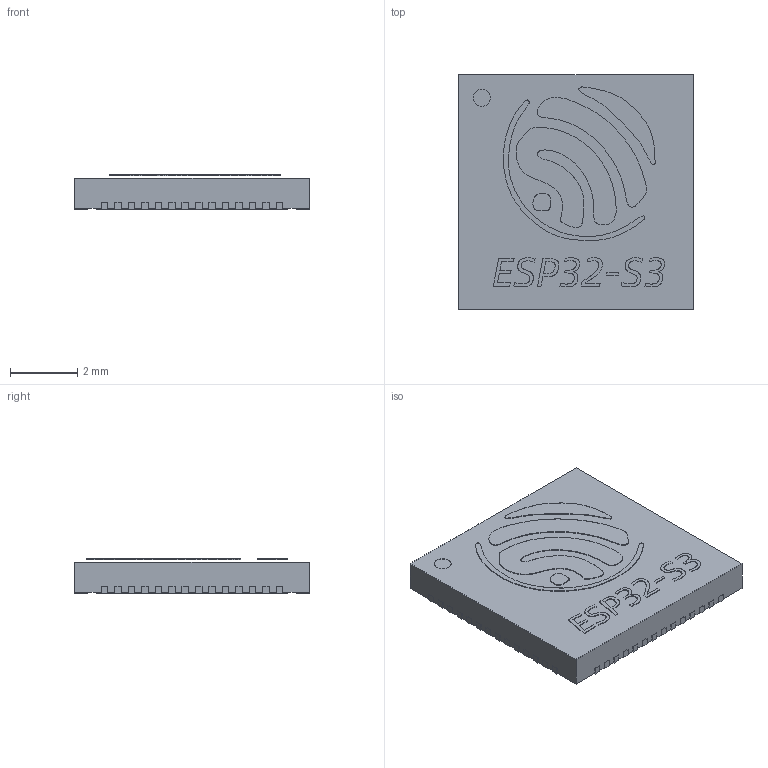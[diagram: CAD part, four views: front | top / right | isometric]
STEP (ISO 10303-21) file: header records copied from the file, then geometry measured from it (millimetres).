
FILE_DESCRIPTION (( 'STEP AP214' ), '1' );
FILE_NAME ('05A9A21F-335C-4D1E-B574-0E7EFFE3ADF1.STEP', '2023-01-09T01:20:26', ( '' ), ( '' ), 'SwSTEP 2.0', 'SolidWorks 2022', '' );
FILE_SCHEMA (( 'AUTOMOTIVE_DESIGN' ));
Length unit declared in the file: millimetre
Products named in the file (1): 05A9A21F-335C-4D1E-B574-0E7EFFE3ADF1
Bounding box: 7 x 7 x 1.02 mm (x, y, z)
Volume: 44.8 mm3; surface area: 149 mm2
Topology: 14 solids, 14 shells, 658 faces, 1884 edges, 1256 vertices
Faces by surface type: plane 366, bspline 220, cylinder 72
Entity records: 21686 total; most frequent: CARTESIAN_POINT 6049, ORIENTED_EDGE 3768, DIRECTION 2466, EDGE_CURVE 1884, VECTOR 1300, LINE 1300, VERTEX_POINT 1256, EDGE_LOOP 662
